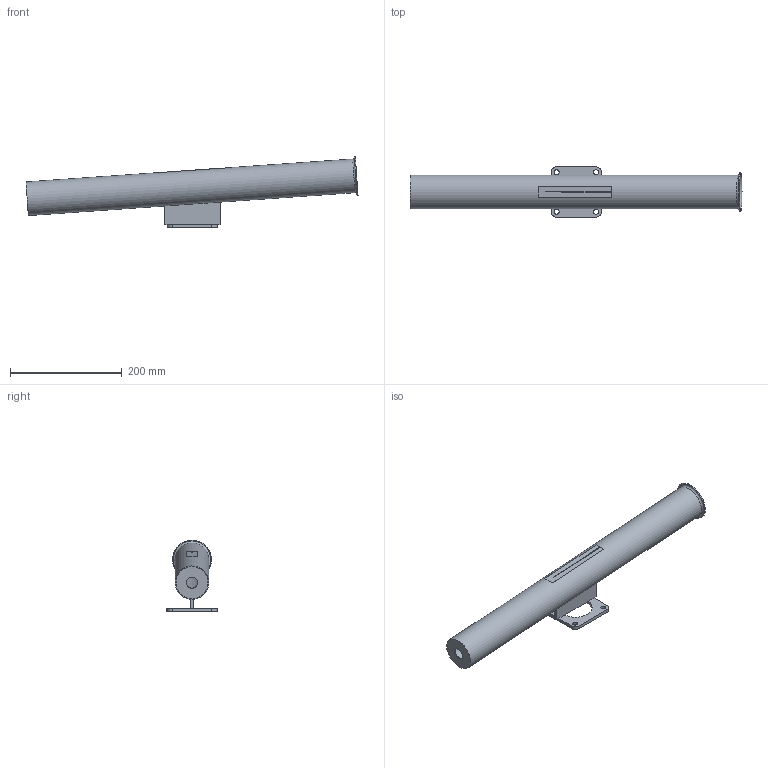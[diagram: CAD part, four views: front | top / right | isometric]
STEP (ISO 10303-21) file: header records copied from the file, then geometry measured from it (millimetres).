
FILE_DESCRIPTION(/* description */ (''),/* implementation_level */ '2;1');
FILE_NAME(/* name */ '29.965.stp',/* time_stamp */ '2018-05-23T06:39:45+02:00',/* author */ ('a.zekan'),/* organization */ (''),/* preprocessor_version */ 'ST-DEVELOPER v16.1',/* originating_system */ 'Autodesk Inventor 2016',/* authorisation */ '');
FILE_SCHEMA (('AUTOMOTIVE_DESIGN { 1 0 10303 214 3 1 1 }'));
Length unit declared in the file: millimetre
Products named in the file (1): Bauteil2
Bounding box: 593.11 x 90 x 128.19 mm (x, y, z)
Volume: 230023 mm3; surface area: 251129.7 mm2
Topology: 3 solids, 3 shells, 42 faces, 102 edges, 65 vertices
Faces by surface type: plane 26, cylinder 14, torus 2
Full cylindrical faces by diameter (mm): 9 x4, 20.1 x1, 57.1 x1, 60.2 x1, 60.3 x1, 70 x1
Entity records: 1249 total; most frequent: DIRECTION 204, CARTESIAN_POINT 196, ORIENTED_EDGE 180, EDGE_CURVE 89, AXIS2_PLACEMENT_3D 74, EDGE_LOOP 67, VERTEX_POINT 63, LINE 56
